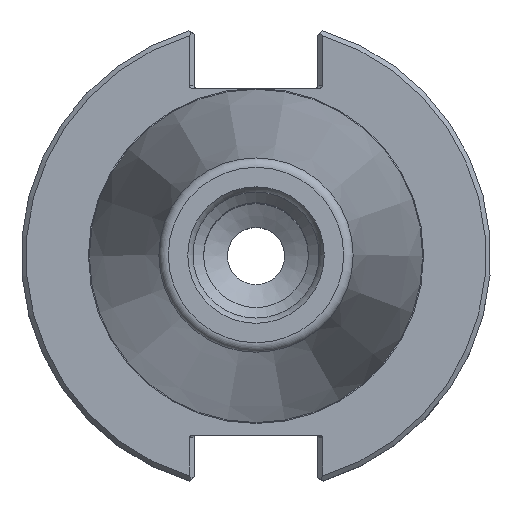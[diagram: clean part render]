
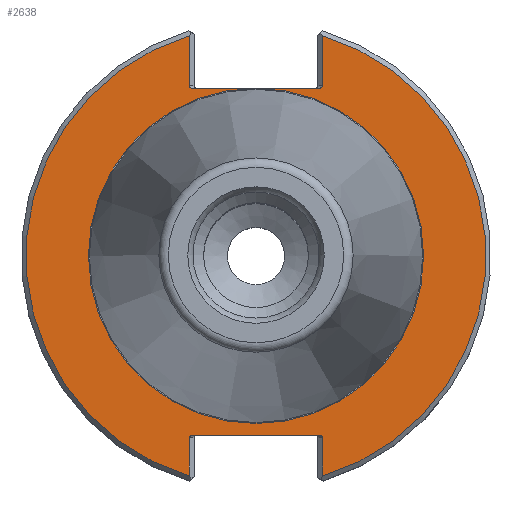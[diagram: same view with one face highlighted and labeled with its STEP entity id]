
A CAD part, top view. The second image highlights one B-rep face of the part: STEP entity #2638.
In plain terms, the highlighted planar face has unit normal (0, 0, 1).
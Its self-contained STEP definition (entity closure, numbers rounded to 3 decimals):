
#24=ELLIPSE('',#2809,0.707,0.5);
#25=ELLIPSE('',#2811,0.707,0.5);
#33=ELLIPSE('',#2839,0.707,0.5);
#34=ELLIPSE('',#2841,0.707,0.5);
#76=LINE('',#4041,#149);
#77=LINE('',#4050,#150);
#82=LINE('',#4069,#155);
#83=LINE('',#4078,#156);
#93=LINE('',#4112,#166);
#104=LINE('',#4159,#177);
#149=VECTOR('',#3201,1000.);
#150=VECTOR('',#3208,1000.);
#155=VECTOR('',#3223,1000.);
#156=VECTOR('',#3230,1000.);
#166=VECTOR('',#3256,1000.);
#177=VECTOR('',#3301,1000.);
#339=PLANE('',#2840);
#761=ORIENTED_EDGE('',*,*,#1013,.T.);
#762=ORIENTED_EDGE('',*,*,#1011,.T.);
#763=ORIENTED_EDGE('',*,*,#1007,.T.);
#764=ORIENTED_EDGE('',*,*,#1028,.F.);
#765=ORIENTED_EDGE('',*,*,#1005,.T.);
#766=ORIENTED_EDGE('',*,*,#1003,.T.);
#767=ORIENTED_EDGE('',*,*,#1001,.T.);
#768=ORIENTED_EDGE('',*,*,#1000,.T.);
#769=ORIENTED_EDGE('',*,*,#1047,.T.);
#770=ORIENTED_EDGE('',*,*,#1049,.F.);
#771=ORIENTED_EDGE('',*,*,#1050,.T.);
#772=ORIENTED_EDGE('',*,*,#1014,.T.);
#773=ORIENTED_EDGE('',*,*,#997,.F.);
#997=EDGE_CURVE('',#1201,#1201,#1306,.T.);
#1000=EDGE_CURVE('',#1202,#1203,#76,.T.);
#1001=EDGE_CURVE('',#1204,#1202,#1307,.T.);
#1003=EDGE_CURVE('',#1205,#1204,#77,.T.);
#1005=EDGE_CURVE('',#1206,#1205,#24,.F.);
#1007=EDGE_CURVE('',#1207,#1208,#25,.F.);
#1011=EDGE_CURVE('',#1209,#1207,#82,.T.);
#1013=EDGE_CURVE('',#1210,#1209,#1308,.T.);
#1014=EDGE_CURVE('',#1211,#1210,#83,.T.);
#1028=EDGE_CURVE('',#1206,#1208,#93,.T.);
#1047=EDGE_CURVE('',#1203,#1229,#33,.F.);
#1049=EDGE_CURVE('',#1230,#1229,#104,.T.);
#1050=EDGE_CURVE('',#1230,#1211,#34,.F.);
#1201=VERTEX_POINT('',#4032);
#1202=VERTEX_POINT('',#4038);
#1203=VERTEX_POINT('',#4040);
#1204=VERTEX_POINT('',#4044);
#1205=VERTEX_POINT('',#4051);
#1206=VERTEX_POINT('',#4055);
#1207=VERTEX_POINT('',#4059);
#1208=VERTEX_POINT('',#4060);
#1209=VERTEX_POINT('',#4068);
#1210=VERTEX_POINT('',#4075);
#1211=VERTEX_POINT('',#4079);
#1229=VERTEX_POINT('',#4156);
#1230=VERTEX_POINT('',#4160);
#1306=CIRCLE('',#2803,35.118);
#1307=CIRCLE('',#2806,48.21);
#1308=CIRCLE('',#2814,48.21);
#1468=EDGE_LOOP('',(#761,#762,#763,#764,#765,#766,#767,#768,#769,#770,#771,
#772));
#1469=EDGE_LOOP('',(#773));
#1642=FACE_BOUND('',#1468,.T.);
#1643=FACE_BOUND('',#1469,.T.);
#2638=ADVANCED_FACE('',(#1642,#1643),#339,.T.);
#2803=AXIS2_PLACEMENT_3D('',#4031,#3196,#3197);
#2806=AXIS2_PLACEMENT_3D('',#4043,#3204,#3205);
#2809=AXIS2_PLACEMENT_3D('',#4054,#3212,#3213);
#2811=AXIS2_PLACEMENT_3D('',#4058,#3217,#3218);
#2814=AXIS2_PLACEMENT_3D('',#4076,#3226,#3227);
#2839=AXIS2_PLACEMENT_3D('',#4155,#3296,#3297);
#2840=AXIS2_PLACEMENT_3D('',#4158,#3299,#3300);
#2841=AXIS2_PLACEMENT_3D('',#4161,#3302,#3303);
#3196=DIRECTION('',(0.,0.,1.));
#3197=DIRECTION('',(1.,0.,0.));
#3201=DIRECTION('',(0.,-1.,0.));
#3204=DIRECTION('',(0.,0.,1.));
#3205=DIRECTION('',(1.,0.,0.));
#3208=DIRECTION('',(0.,-1.,0.));
#3212=DIRECTION('',(0.,0.,1.));
#3213=DIRECTION('',(1.,0.,0.));
#3217=DIRECTION('',(0.,0.,1.));
#3218=DIRECTION('',(1.,0.,0.));
#3223=DIRECTION('',(0.,1.,0.));
#3226=DIRECTION('',(0.,0.,1.));
#3227=DIRECTION('',(1.,0.,0.));
#3230=DIRECTION('',(0.,1.,0.));
#3256=DIRECTION('',(-1.,0.,0.));
#3296=DIRECTION('',(0.,0.,1.));
#3297=DIRECTION('',(-1.,0.,0.));
#3299=DIRECTION('',(0.,0.,1.));
#3300=DIRECTION('',(1.,0.,0.));
#3301=DIRECTION('',(1.,0.,0.));
#3302=DIRECTION('',(0.,0.,1.));
#3303=DIRECTION('',(-1.,0.,0.));
#4031=CARTESIAN_POINT('',(0.,0.,-3.17));
#4032=CARTESIAN_POINT('',(35.118,0.,-3.17));
#4038=CARTESIAN_POINT('',(13.955,46.146,-3.17));
#4040=CARTESIAN_POINT('',(13.955,35.66,-3.17));
#4041=CARTESIAN_POINT('',(13.955,35.16,-3.17));
#4043=CARTESIAN_POINT('',(0.,0.,-3.17));
#4044=CARTESIAN_POINT('',(13.955,-46.146,-3.17));
#4050=CARTESIAN_POINT('',(13.955,-47.619,-3.17));
#4051=CARTESIAN_POINT('',(13.955,-38.07,-3.17));
#4054=CARTESIAN_POINT('',(13.248,-38.07,-3.17));
#4055=CARTESIAN_POINT('',(13.248,-37.57,-3.17));
#4058=CARTESIAN_POINT('',(-13.248,-38.07,-3.17));
#4059=CARTESIAN_POINT('',(-13.955,-38.07,-3.17));
#4060=CARTESIAN_POINT('',(-13.248,-37.57,-3.17));
#4068=CARTESIAN_POINT('',(-13.955,-46.146,-3.17));
#4069=CARTESIAN_POINT('',(-13.955,-37.57,-3.17));
#4075=CARTESIAN_POINT('',(-13.955,46.146,-3.17));
#4076=CARTESIAN_POINT('',(0.,0.,-3.17));
#4078=CARTESIAN_POINT('',(-13.955,47.619,-3.17));
#4079=CARTESIAN_POINT('',(-13.955,35.66,-3.17));
#4112=CARTESIAN_POINT('',(12.955,-37.57,-3.17));
#4155=CARTESIAN_POINT('',(13.248,35.66,-3.17));
#4156=CARTESIAN_POINT('',(13.248,35.16,-3.17));
#4158=CARTESIAN_POINT('',(35.118,0.,-3.17));
#4159=CARTESIAN_POINT('',(-12.955,35.16,-3.17));
#4160=CARTESIAN_POINT('',(-13.248,35.16,-3.17));
#4161=CARTESIAN_POINT('',(-13.248,35.66,-3.17));
